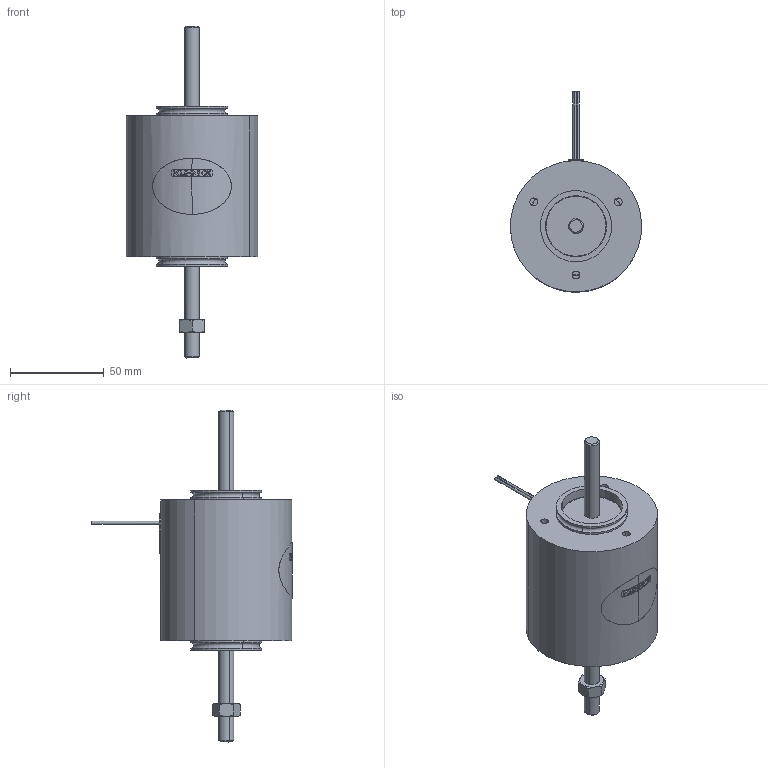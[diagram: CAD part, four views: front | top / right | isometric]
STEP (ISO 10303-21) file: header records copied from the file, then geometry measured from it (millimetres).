
FILE_DESCRIPTION(('CATIA V5 STEP Exchange'),'2;1');
FILE_NAME('RM070_Stand.W-OBOO-F_10123146_2.stp','2013-03-14T08:46:29+00:00',('none'),('none'),'CATIA Version 5 Release 19 SP 9 (IN-10)','CATIA V5 STEP AP214','none');
FILE_SCHEMA(('AUTOMOTIVE_DESIGN { 1 0 10303 214 1 1 1 1 }'));
Length unit declared in the file: millimetre
Products named in the file (1): Part18
Bounding box: 69.98 x 106.77 x 177 mm (x, y, z)
Volume: 300066.1 mm3; surface area: 30209.4 mm2
Topology: 1 solids, 1 shells, 232 faces, 593 edges, 392 vertices
Faces by surface type: plane 118, cylinder 74, cone 26, torus 12, extrusion 2
Entity records: 6937 total; most frequent: CARTESIAN_POINT 1932, ORIENTED_EDGE 1186, DIRECTION 726, EDGE_CURVE 593, VERTEX_POINT 392, AXIS2_PLACEMENT_3D 348, EDGE_LOOP 263, VECTOR 239
